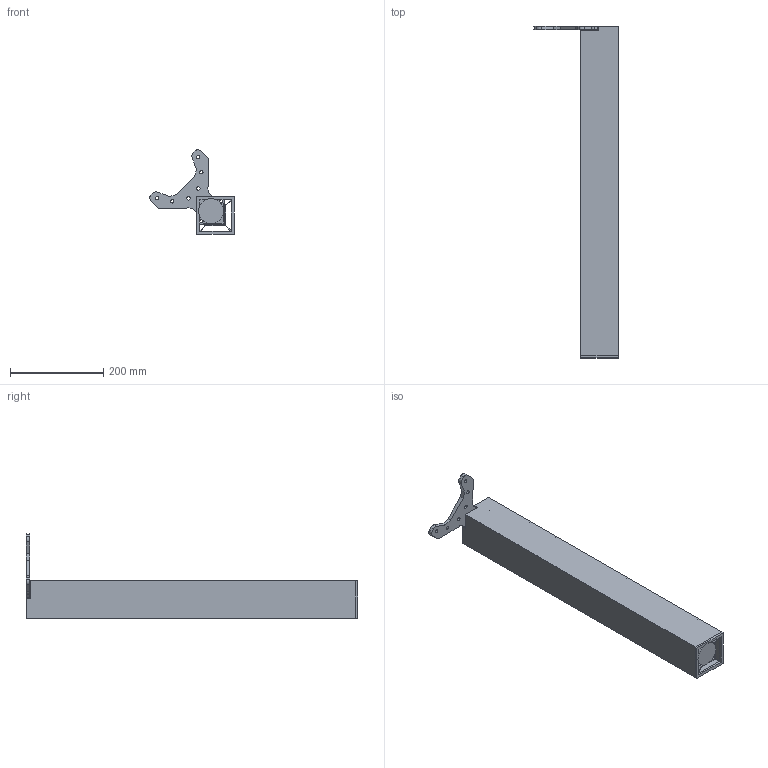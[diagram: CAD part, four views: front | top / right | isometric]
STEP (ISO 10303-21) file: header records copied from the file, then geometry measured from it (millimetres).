
FILE_DESCRIPTION (( 'STEP AP214' ), '1' );
FILE_NAME ('F000918,F000919,F000920,F000921_3D.step', '2022-08-15T13:42:08', ( '' ), ( '' ), 'SwSTEP 2.0', 'SolidWorks 2020', '' );
FILE_SCHEMA (( 'AUTOMOTIVE_DESIGN' ));
Length unit declared in the file: millimetre
Products named in the file (1): F000918,F000919,F000920,F000921_3D
Bounding box: 180.7 x 710 x 180.7 mm (x, y, z)
Volume: 784952 mm3; surface area: 701891.3 mm2
Topology: 4 solids, 4 shells, 97 faces, 270 edges, 180 vertices
Faces by surface type: plane 67, cylinder 30
Entity records: 4280 total; most frequent: CARTESIAN_POINT 548, ORIENTED_EDGE 540, DIRECTION 526, EDGE_CURVE 270, LINE 210, VECTOR 210, VERTEX_POINT 180, AXIS2_PLACEMENT_3D 158
